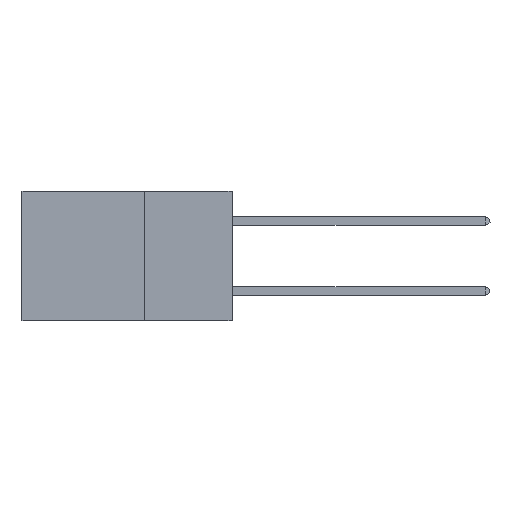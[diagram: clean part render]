
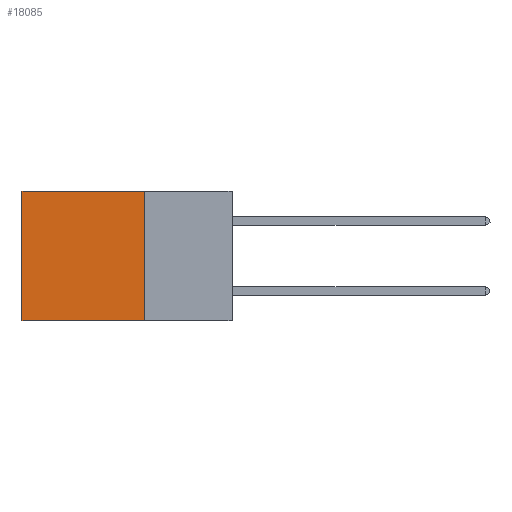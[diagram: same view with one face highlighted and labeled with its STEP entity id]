
A CAD part, left-side view. The second image highlights one B-rep face of the part: STEP entity #18085.
In plain terms, the highlighted planar face has unit normal (-1, 0, 0).
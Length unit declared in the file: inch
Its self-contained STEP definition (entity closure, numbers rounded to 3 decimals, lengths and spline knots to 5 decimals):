
#362 = DIRECTION ( 'NONE',  ( 0., 1., 0. ) ) ;
#2985 = CARTESIAN_POINT ( 'NONE',  ( 0.2875, 0.25, 0. ) ) ;
#3143 = EDGE_CURVE ( 'NONE', #32248, #30459, #4449, .T. ) ;
#4449 = LINE ( 'NONE', #16707, #10722 ) ;
#4819 = DIRECTION ( 'NONE',  ( 0., 1., 0. ) ) ;
#5662 = EDGE_CURVE ( 'NONE', #30459, #19628, #14357, .T. ) ;
#6284 = CARTESIAN_POINT ( 'NONE',  ( 0.2875, 0.6, 0. ) ) ;
#6573 = VECTOR ( 'NONE', #38210, 39.37008 ) ;
#8236 = ORIENTED_EDGE ( 'NONE', *, *, #5662, .T. ) ;
#8432 = FACE_OUTER_BOUND ( 'NONE', #14455, .T. ) ;
#9467 = CARTESIAN_POINT ( 'NONE',  ( 0.2875, 0.6, -0.37 ) ) ;
#10722 = VECTOR ( 'NONE', #362, 39.37008 ) ;
#14293 = LINE ( 'NONE', #2985, #18585 ) ;
#14357 = LINE ( 'NONE', #30954, #6573 ) ;
#14455 = EDGE_LOOP ( 'NONE', ( #8236, #36736, #16122, #34767 ) ) ;
#15305 = DIRECTION ( 'NONE',  ( 1., 0., 0. ) ) ;
#16122 = ORIENTED_EDGE ( 'NONE', *, *, #37182, .F. ) ;
#16707 = CARTESIAN_POINT ( 'NONE',  ( 0.2875, 0.25, 0. ) ) ;
#16906 = VECTOR ( 'NONE', #4819, 39.37008 ) ;
#18085 = ADVANCED_FACE ( 'NONE', ( #8432 ), #24080, .F. ) ;
#18089 = AXIS2_PLACEMENT_3D ( 'NONE', #30659, #15305, #36823 ) ;
#18116 = DIRECTION ( 'NONE',  ( 0., 0., -1. ) ) ;
#18585 = VECTOR ( 'NONE', #18116, 39.37008 ) ;
#19628 = VERTEX_POINT ( 'NONE', #9467 ) ;
#23333 = VERTEX_POINT ( 'NONE', #38873 ) ;
#24080 = PLANE ( 'NONE',  #18089 ) ;
#24689 = CARTESIAN_POINT ( 'NONE',  ( 0.2875, 0.25, 0. ) ) ;
#25061 = LINE ( 'NONE', #32675, #16906 ) ;
#30459 = VERTEX_POINT ( 'NONE', #6284 ) ;
#30659 = CARTESIAN_POINT ( 'NONE',  ( 0.2875, 0.25, 0. ) ) ;
#30954 = CARTESIAN_POINT ( 'NONE',  ( 0.2875, 0.6, 0. ) ) ;
#32248 = VERTEX_POINT ( 'NONE', #24689 ) ;
#32675 = CARTESIAN_POINT ( 'NONE',  ( 0.2875, 0.25, -0.37 ) ) ;
#33834 = EDGE_CURVE ( 'NONE', #23333, #19628, #25061, .T. ) ;
#34767 = ORIENTED_EDGE ( 'NONE', *, *, #3143, .T. ) ;
#36736 = ORIENTED_EDGE ( 'NONE', *, *, #33834, .F. ) ;
#36823 = DIRECTION ( 'NONE',  ( 0., 0., -1. ) ) ;
#37182 = EDGE_CURVE ( 'NONE', #32248, #23333, #14293, .T. ) ;
#38210 = DIRECTION ( 'NONE',  ( 0., 0., -1. ) ) ;
#38873 = CARTESIAN_POINT ( 'NONE',  ( 0.2875, 0.25, -0.37 ) ) ;
